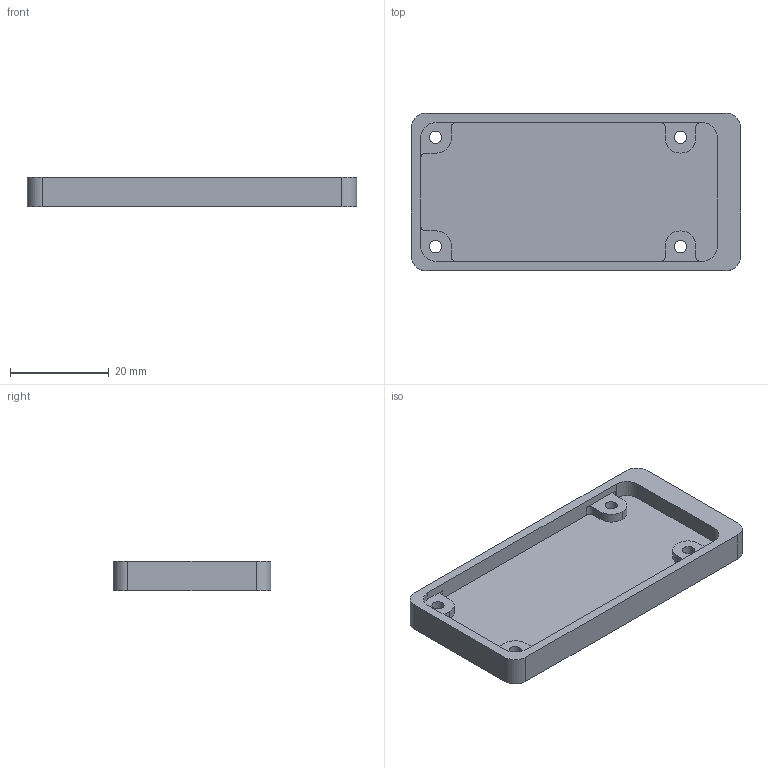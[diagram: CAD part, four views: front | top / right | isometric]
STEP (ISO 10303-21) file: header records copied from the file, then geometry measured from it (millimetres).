
FILE_DESCRIPTION (( 'STEP AP214' ), '1' );
FILE_NAME ('jlink-bottom-v2.STEP', '2020-11-19T19:01:34', ( '' ), ( '' ), 'SwSTEP 2.0', 'SolidWorks 2020', '' );
FILE_SCHEMA (( 'AUTOMOTIVE_DESIGN' ));
Length unit declared in the file: millimetre
Products named in the file (1): jlink-bottom-v2
Bounding box: 66.8 x 32 x 6 mm (x, y, z)
Volume: 6913.7 mm3; surface area: 6216.8 mm2
Topology: 1 solids, 1 shells, 67 faces, 180 edges, 120 vertices
Faces by surface type: cylinder 38, plane 29
Entity records: 2917 total; most frequent: DIRECTION 392, CARTESIAN_POINT 368, ORIENTED_EDGE 360, EDGE_CURVE 180, AXIS2_PLACEMENT_3D 144, VERTEX_POINT 120, VECTOR 104, LINE 104
